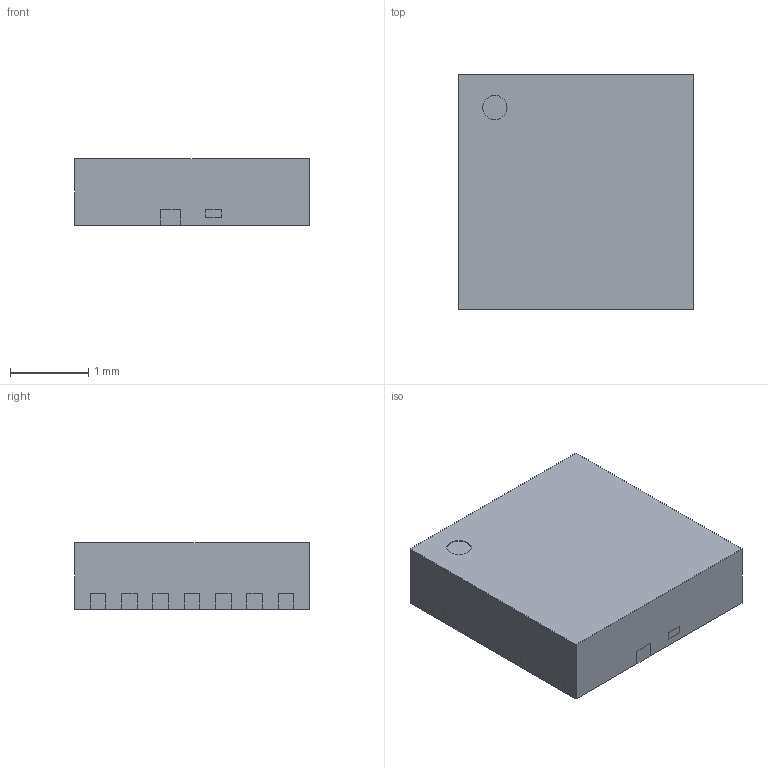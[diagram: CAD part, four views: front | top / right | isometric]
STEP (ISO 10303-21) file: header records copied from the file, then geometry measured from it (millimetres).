
FILE_DESCRIPTION (( 'STEP AP214' ), '1' );
FILE_NAME ('MP8770CGQ.STEP', '2022-06-27T07:31:59', ( '' ), ( '' ), 'SwSTEP 2.0', 'SolidWorks 2017', '' );
FILE_SCHEMA (( 'AUTOMOTIVE_DESIGN' ));
Length unit declared in the file: millimetre
Products named in the file (1): MP8770CGQ
Bounding box: 3 x 3 x 0.85 mm (x, y, z)
Volume: 7.6 mm3; surface area: 55.4 mm2
Topology: 14 solids, 14 shells, 722 faces, 2055 edges, 1360 vertices
Faces by surface type: plane 482, cylinder 240
Entity records: 27698 total; most frequent: CARTESIAN_POINT 4138, ORIENTED_EDGE 4110, DIRECTION 3987, EDGE_CURVE 2055, LINE 1569, VECTOR 1569, VERTEX_POINT 1360, AXIS2_PLACEMENT_3D 1209
